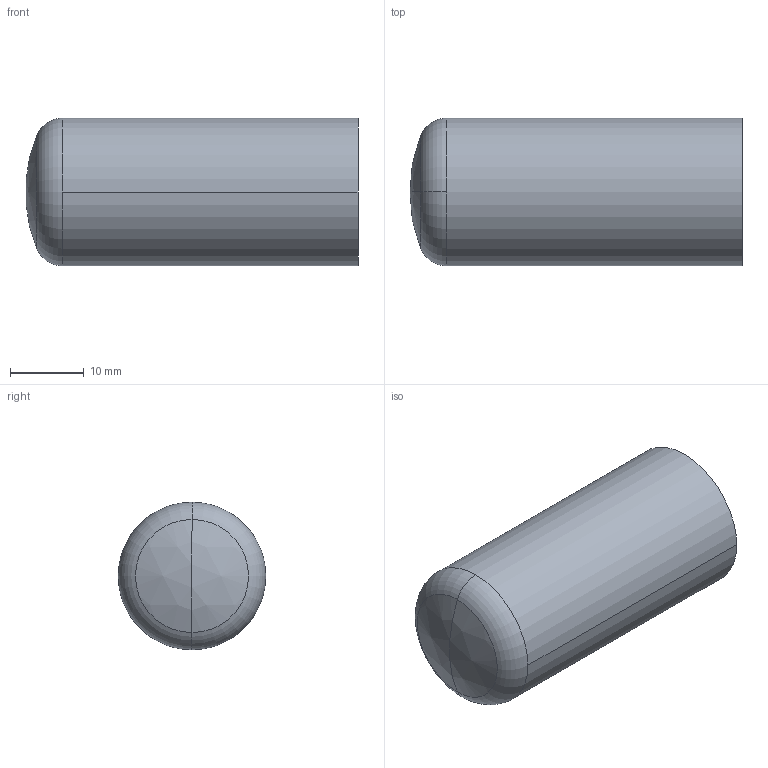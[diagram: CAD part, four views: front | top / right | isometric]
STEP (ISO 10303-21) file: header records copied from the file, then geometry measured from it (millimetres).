
FILE_DESCRIPTION( ( '' ), '1' );
FILE_NAME( 'AGRU_40064002021_ECTFE natur_Endkappe_20X1,9 SDR21 ISO S-10_110.stp', '2011-12-29T16:03:06', ( '' ), ( '' ), ' ', ' ', ' ' );
FILE_SCHEMA( ( 'CONFIG_CONTROL_DESIGN' ) );
Length unit declared in the file: millimetre
Products named in the file (1): 1
Bounding box: 44.94 x 20 x 20 mm (x, y, z)
Volume: 4989.5 mm3; surface area: 5367.7 mm2
Topology: 1 solids, 1 shells, 13 faces, 28 edges, 18 vertices
Faces by surface type: sphere 4, torus 4, cylinder 4, plane 1
Entity records: 414 total; most frequent: DIRECTION 80, CARTESIAN_POINT 60, ORIENTED_EDGE 56, AXIS2_PLACEMENT_3D 38, EDGE_CURVE 28, CIRCLE 24, VERTEX_POINT 18, EDGE_LOOP 14
